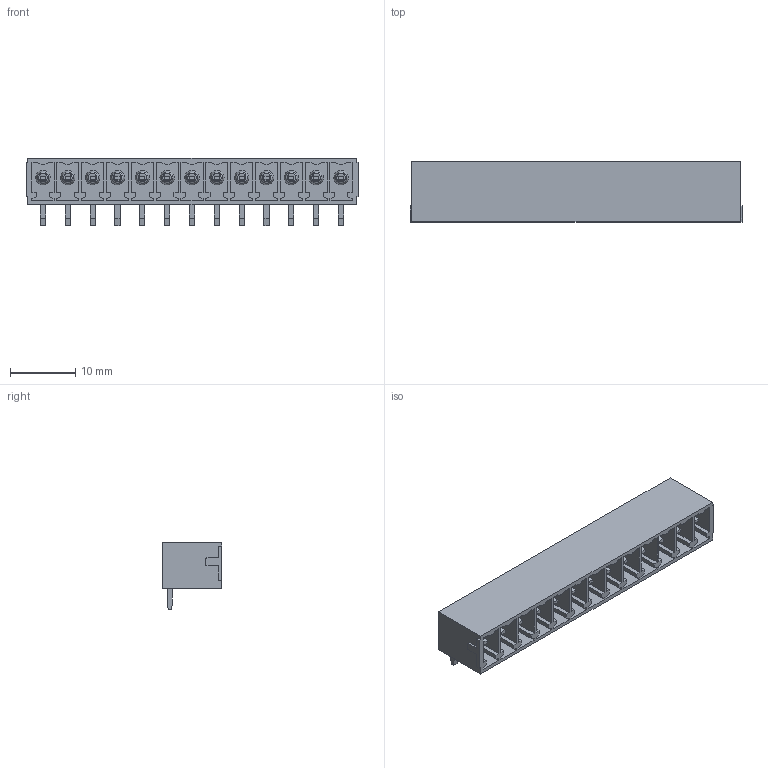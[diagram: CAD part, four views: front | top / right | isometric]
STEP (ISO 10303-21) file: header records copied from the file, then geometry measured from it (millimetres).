
FILE_DESCRIPTION(('CATIA V5 STEP Exchange','CAx-IF Rec.Pracs.--- Model Styling and Organization---1.2---2011-12-15'),'2;1');
FILE_NAME ('D1447374_0_1036610000_1036610000.stp','2018-10-12T06:19:40+00:00',('none'),('Weidmueller'),'CATIA Version 5-6 Release 2014','CATIA V5 STEP AP214','none');
FILE_SCHEMA(('AUTOMOTIVE_DESIGN { 1 0 10303 214 1 1 1 1 }'));
Length unit declared in the file: millimetre
Products named in the file (1): 1036610000
Bounding box: 50.92 x 9.2 x 10.3 mm (x, y, z)
Volume: 1401.8 mm3; surface area: 4776.8 mm2
Topology: 14 solids, 14 shells, 866 faces, 2436 edges, 1624 vertices
Faces by surface type: plane 780, cylinder 34, cone 26, torus 26
Entity records: 24833 total; most frequent: ORIENTED_EDGE 4872, CARTESIAN_POINT 4412, DIRECTION 3138, EDGE_CURVE 2436, VECTOR 2264, LINE 2264, VERTEX_POINT 1624, EDGE_LOOP 918
